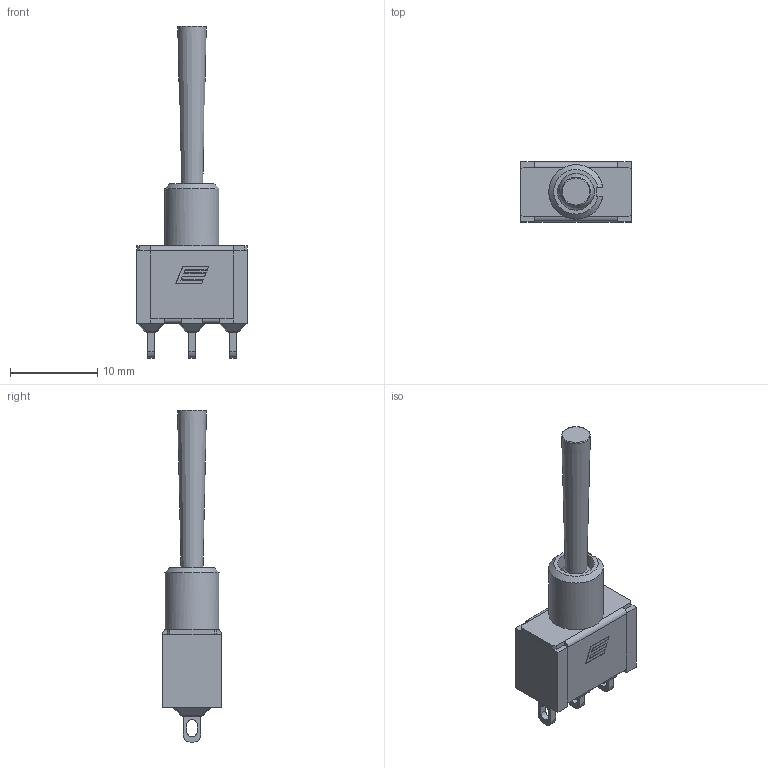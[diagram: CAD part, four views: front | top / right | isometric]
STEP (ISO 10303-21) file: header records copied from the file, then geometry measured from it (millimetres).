
FILE_DESCRIPTION(/* description */ (''),/* implementation_level */ '2;1');
FILE_NAME(/* name */ '100SPxT4B3M1xE.stp',/* time_stamp */ '2026-01-06T08:13:42-06:00',/* author */ ('mroman'),/* organization */ (''),/* preprocessor_version */ 'ST-DEVELOPER v18.1',/* originating_system */ 'Autodesk Inventor 2022',/* authorisation */ '');
FILE_SCHEMA (('AUTOMOTIVE_DESIGN { 1 0 10303 214 3 1 1 }'));
Length unit declared in the file: inch
Products named in the file (1): 100SPxT4B3M1xE
Bounding box: 12.7 x 6.86 x 37.99 mm (x, y, z)
Volume: 1068 mm3; surface area: 1081.5 mm2
Topology: 2 solids, 8 shells, 326 faces, 804 edges, 489 vertices
Faces by surface type: plane 218, cylinder 53, bspline 38, sphere 14, cone 2, torus 1
Full cylindrical faces by diameter (mm): 4.2 x2
Entity records: 9599 total; most frequent: CARTESIAN_POINT 2105, ORIENTED_EDGE 1582, DIRECTION 1423, EDGE_CURVE 791, LINE 581, VECTOR 581, VERTEX_POINT 489, AXIS2_PLACEMENT_3D 421
